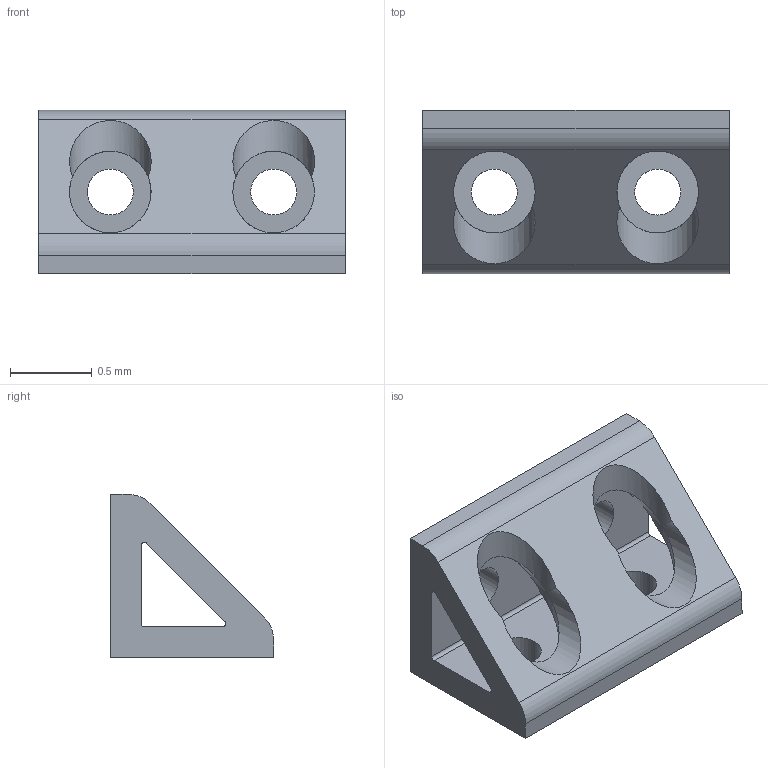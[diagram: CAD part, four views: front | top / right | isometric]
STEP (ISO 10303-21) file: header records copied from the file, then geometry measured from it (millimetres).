
FILE_DESCRIPTION((''),'2;1');
FILE_NAME('10CB4105.stp','2015-07-07T13:09:52',(''),(''),'Mechanical Desktop 2011','Mechanical Desktop 2011',', , ');
FILE_SCHEMA(('CONFIG_CONTROL_DESIGN'));
Length unit declared in the file: millimetre
Products named in the file (1): Product
Bounding box: 1.88 x 1 x 1 mm (x, y, z)
Volume: 0.8 mm3; surface area: 10.6 mm2
Topology: 1 solids, 1 shells, 37 faces, 107 edges, 70 vertices
Faces by surface type: cylinder 25, plane 12
Entity records: 1506 total; most frequent: CARTESIAN_POINT 371, DIRECTION 229, ORIENTED_EDGE 214, EDGE_CURVE 107, AXIS2_PLACEMENT_3D 92, VERTEX_POINT 70, EDGE_LOOP 49, VECTOR 45
